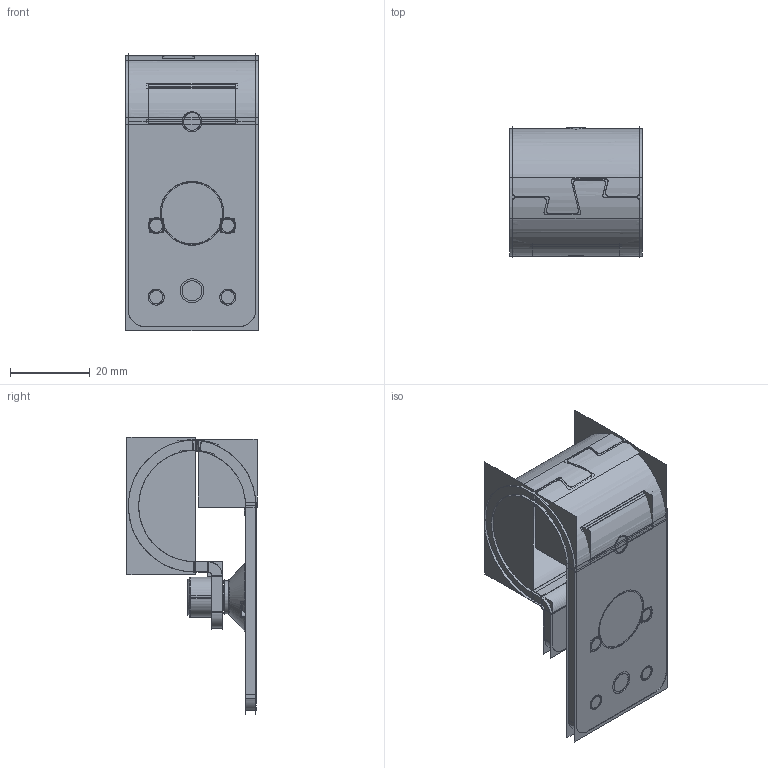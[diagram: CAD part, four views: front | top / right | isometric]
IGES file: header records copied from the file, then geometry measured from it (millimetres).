
Start section:  PTC IGES file: 156764.igs
Global section: file name: 156764.igs; native system: Creo Parametric by PTC Inc.; preprocessor: 2016260; author: pdmadmin; organization: Unknown; date: 20170427.155235; units: millimetre
Bounding box: 33.28 x 32.73 x 69.74 mm (x, y, z)
Volume: 12283.2 mm3; surface area: 53073 mm2
Topology: 4 solids, 13 shells, 336 faces, 1830 edges, 2374 vertices
Faces by surface type: bspline 192, revolution 144
